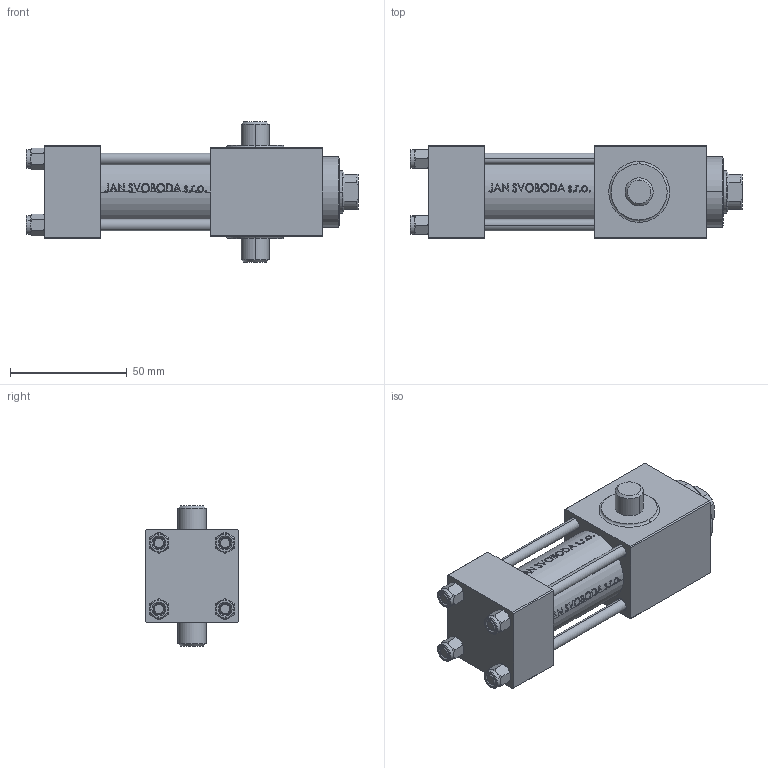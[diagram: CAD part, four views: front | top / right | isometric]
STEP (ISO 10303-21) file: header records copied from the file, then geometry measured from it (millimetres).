
FILE_DESCRIPTION (( 'STEP AP203' ), '1' );
FILE_NAME ('570e.STEP', '2022-04-15T00:23:01', ( '' ), ( '' ), 'SwSTEP 2.0', 'SolidWorks 2019', '' );
FILE_SCHEMA (( 'CONFIG_CONTROL_DESIGN' ));
Length unit declared in the file: millimetre
Products named in the file (6): V215CR_K_Body cb2c6b71b2ff55caa7e63cee2a1bc68f; NUT_M5_K cb2c6b71b2ff55caa7e63cee2a1bc68f; 570e; V215_VC_A cb2c6b71b2ff55caa7e63cee2a1bc68f; V215CR_VCP_K cb2c6b71b2ff55caa7e63cee2a1bc68f; V215CR_K_TYCINKA cb2c6b71b2ff55caa7e63cee2a1bc68f
Assembly tree (11 placements, depth 2):
  570e
    V215CR_K_Body cb2c6b71b2ff55caa7e63cee2a1bc68f
    V215CR_VCP_K cb2c6b71b2ff55caa7e63cee2a1bc68f
    V215CR_K_TYCINKA cb2c6b71b2ff55caa7e63cee2a1bc68f  x4
    NUT_M5_K cb2c6b71b2ff55caa7e63cee2a1bc68f  x4
    V215_VC_A cb2c6b71b2ff55caa7e63cee2a1bc68f
Bounding box: 142 x 40 x 60 mm (x, y, z)
Volume: 152727.3 mm3; surface area: 54727.1 mm2
Topology: 11 solids, 11 shells, 1062 faces, 2680 edges, 1723 vertices
Faces by surface type: plane 428, bspline 380, cone 130, cylinder 112, torus 12
Entity records: 46318 total; most frequent: CARTESIAN_POINT 25422, ORIENTED_EDGE 4852, DIRECTION 2898, EDGE_CURVE 2426, VERTEX_POINT 1579, VECTOR 1252, LINE 1252, EDGE_LOOP 1033
